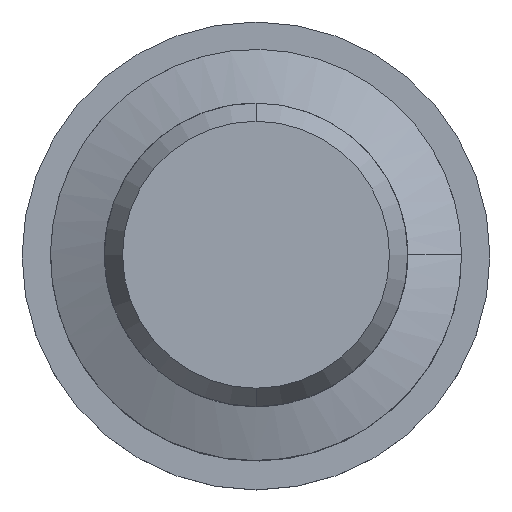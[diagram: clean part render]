
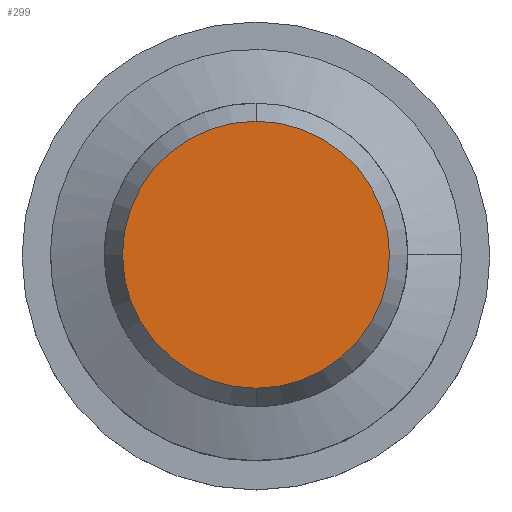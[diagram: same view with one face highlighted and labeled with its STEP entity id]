
A CAD part, top view. The second image highlights one B-rep face of the part: STEP entity #299.
In plain terms, the highlighted planar face has unit normal (0, 0, 1).
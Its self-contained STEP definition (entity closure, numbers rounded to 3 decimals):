
#174 = AXIS2_PLACEMENT_3D ( 'NONE', #1764, #676, #226 ) ;
#226 = DIRECTION ( 'NONE',  ( 0., -1., 0. ) ) ;
#299 = ADVANCED_FACE ( 'NONE', ( #1284 ), #405, .F. ) ;
#313 = CARTESIAN_POINT ( 'NONE',  ( 0., -2.111, 0. ) ) ;
#405 = PLANE ( 'NONE',  #2543 ) ;
#441 = CARTESIAN_POINT ( 'NONE',  ( 0., 0., 0. ) ) ;
#676 = DIRECTION ( 'NONE',  ( 0., 0., 1. ) ) ;
#795 = EDGE_CURVE ( 'NONE', #1821, #2656, #1917, .T. ) ;
#843 = DIRECTION ( 'NONE',  ( 0., 1., 0. ) ) ;
#1149 = ORIENTED_EDGE ( 'NONE', *, *, #795, .T. ) ;
#1206 = CIRCLE ( 'NONE', #2675, 2.111 ) ;
#1284 = FACE_OUTER_BOUND ( 'NONE', #1808, .T. ) ;
#1318 = DIRECTION ( 'NONE',  ( 0., 0., 1. ) ) ;
#1491 = ORIENTED_EDGE ( 'NONE', *, *, #2139, .T. ) ;
#1747 = DIRECTION ( 'NONE',  ( 0., -1., 0. ) ) ;
#1764 = CARTESIAN_POINT ( 'NONE',  ( 0., 0., 0. ) ) ;
#1808 = EDGE_LOOP ( 'NONE', ( #1491, #1149 ) ) ;
#1821 = VERTEX_POINT ( 'NONE', #313 ) ;
#1917 = CIRCLE ( 'NONE', #174, 2.111 ) ;
#2139 = EDGE_CURVE ( 'NONE', #2656, #1821, #1206, .T. ) ;
#2235 = CARTESIAN_POINT ( 'NONE',  ( 0., 2.111, 0. ) ) ;
#2543 = AXIS2_PLACEMENT_3D ( 'NONE', #2235, #2833, #843 ) ;
#2656 = VERTEX_POINT ( 'NONE', #2725 ) ;
#2675 = AXIS2_PLACEMENT_3D ( 'NONE', #441, #1318, #1747 ) ;
#2725 = CARTESIAN_POINT ( 'NONE',  ( 0., 2.111, 0. ) ) ;
#2833 = DIRECTION ( 'NONE',  ( 0., 0., -1. ) ) ;
